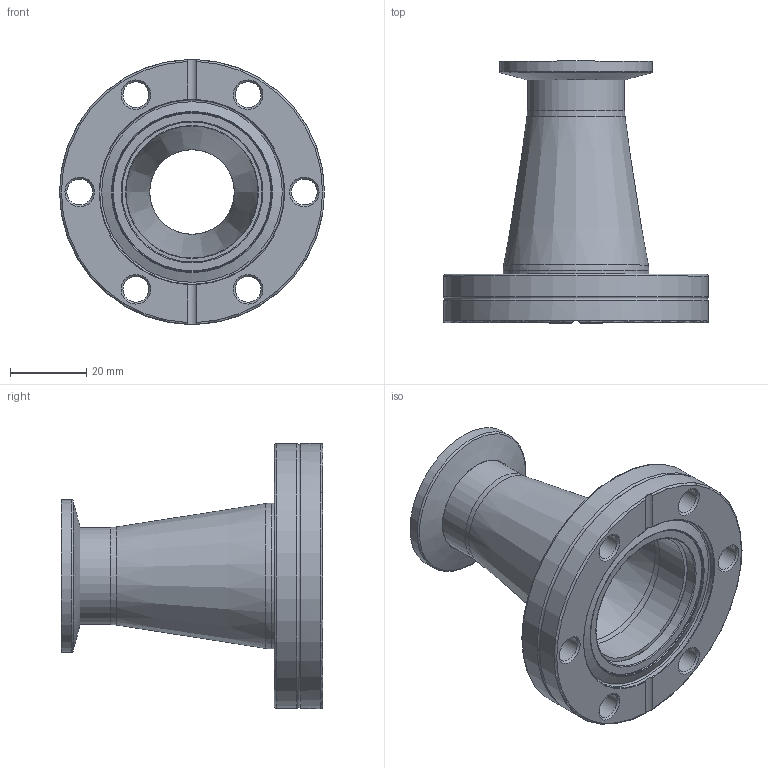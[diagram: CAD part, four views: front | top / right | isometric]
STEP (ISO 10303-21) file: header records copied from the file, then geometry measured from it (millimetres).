
FILE_DESCRIPTION(/* description */ (''),/* implementation_level */ '2;1');
FILE_NAME(/* name */ 'AD-C-KFCF-25x275(D).stp',/* time_stamp */ '2016-07-26T15:50:54+08:00',/* author */ ('wei_zheng'),/* organization */ (''),/* preprocessor_version */ 'ST-DEVELOPER v16.1',/* originating_system */ 'Autodesk Inventor 2016',/* authorisation */ '');
FILE_SCHEMA (('AUTOMOTIVE_DESIGN { 1 0 10303 214 3 1 1 }'));
Length unit declared in the file: millimetre
Products named in the file (4): AD-C-KFCF-25x275(A); AD-C-KFCF-25x275(B); AD-C-KFCF-25x275(C); 組合4
Assembly tree (3 placements, depth 2):
  組合4
    AD-C-KFCF-25x275(A)
    AD-C-KFCF-25x275(B)
    AD-C-KFCF-25x275(C)
Bounding box: 69.3 x 68.42 x 69.3 mm (x, y, z)
Volume: 42338.6 mm3; surface area: 25237.9 mm2
Topology: 3 solids, 3 shells, 68 faces, 150 edges, 91 vertices
Faces by surface type: cylinder 21, cone 18, torus 16, plane 11, bspline 2
Full cylindrical faces by diameter (mm): 6.73 x6, 22.1 x2, 25.4 x1, 25.7 x1, 26.2 x1, 34.8 x1, 36.6 x1, 38.1 x1, 38.35 x1, 40 x1, 48.26 x1, 69.3 x2
Entity records: 1840 total; most frequent: CARTESIAN_POINT 435, DIRECTION 304, ORIENTED_EDGE 190, AXIS2_PLACEMENT_3D 150, EDGE_LOOP 138, EDGE_CURVE 95, VERTEX_POINT 85, CIRCLE 77
